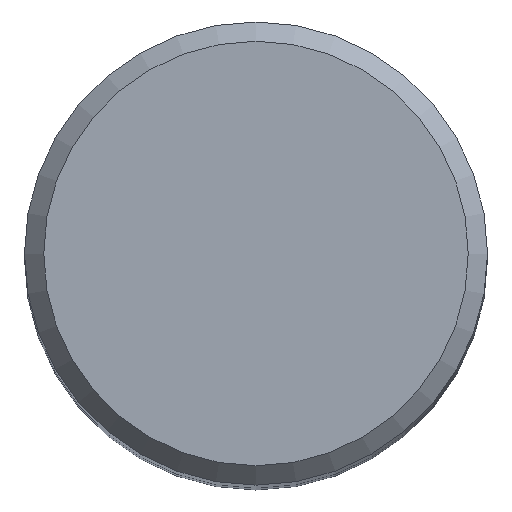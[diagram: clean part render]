
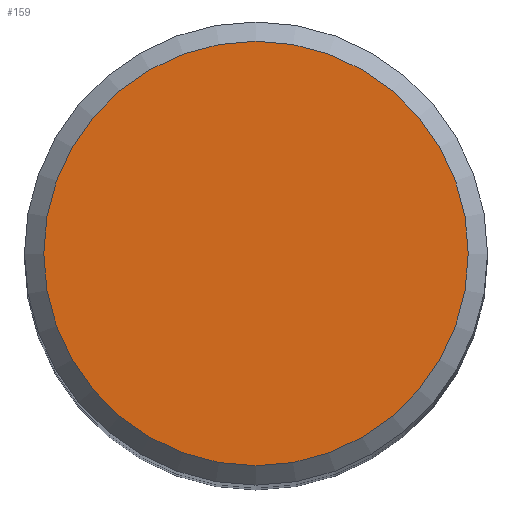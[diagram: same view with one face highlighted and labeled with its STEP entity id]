
A CAD part, top view. The second image highlights one B-rep face of the part: STEP entity #159.
In plain terms, the highlighted planar face has unit normal (0, 0, 1).
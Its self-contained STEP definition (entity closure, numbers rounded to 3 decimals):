
#16 = CARTESIAN_POINT ( 'NONE',  ( 0., 0., 73. ) ) ;
#27 = CARTESIAN_POINT ( 'NONE',  ( 0., 0., 73. ) ) ;
#31 = AXIS2_PLACEMENT_3D ( 'NONE', #16, #93, #140 ) ;
#35 = VERTEX_POINT ( 'NONE', #90 ) ;
#70 = CIRCLE ( 'NONE', #31, 5.5 ) ;
#76 = FACE_OUTER_BOUND ( 'NONE', #160, .T. ) ;
#90 = CARTESIAN_POINT ( 'NONE',  ( 0., 5.5, 73. ) ) ;
#91 = AXIS2_PLACEMENT_3D ( 'NONE', #27, #156, #182 ) ;
#93 = DIRECTION ( 'NONE',  ( 0., 0., -1. ) ) ;
#136 = PLANE ( 'NONE',  #91 ) ;
#140 = DIRECTION ( 'NONE',  ( 0., 1., 0. ) ) ;
#148 = ORIENTED_EDGE ( 'NONE', *, *, #200, .F. ) ;
#156 = DIRECTION ( 'NONE',  ( 0., 0., -1. ) ) ;
#159 = ADVANCED_FACE ( 'NONE', ( #76 ), #136, .F. ) ;
#160 = EDGE_LOOP ( 'NONE', ( #148 ) ) ;
#182 = DIRECTION ( 'NONE',  ( 0., 1., 0. ) ) ;
#200 = EDGE_CURVE ( 'NONE', #35, #35, #70, .T. ) ;
